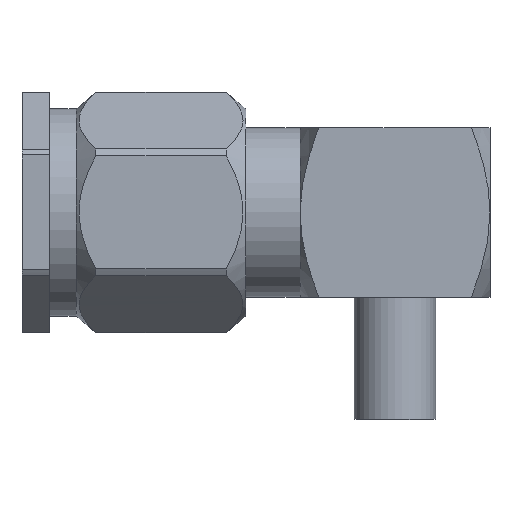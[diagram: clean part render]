
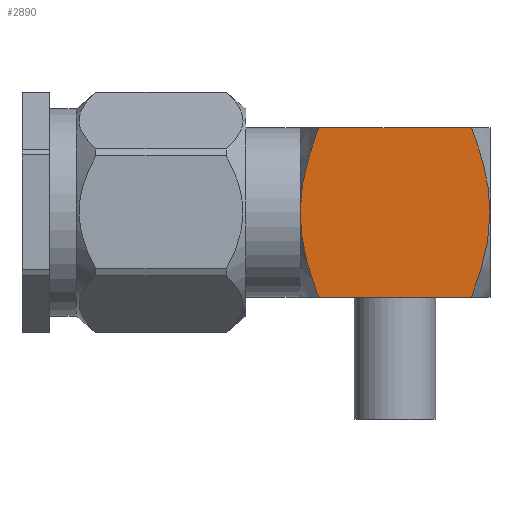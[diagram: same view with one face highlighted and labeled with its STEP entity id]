
A CAD part, top view. The second image highlights one B-rep face of the part: STEP entity #2890.
In plain terms, the highlighted planar face has unit normal (0, 0, 1).
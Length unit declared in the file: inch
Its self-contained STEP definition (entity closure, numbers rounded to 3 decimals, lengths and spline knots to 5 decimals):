
#12 = CARTESIAN_POINT ( 'NONE',  ( -0.14, -0.125, 0.14 ) ) ;
#42 = CARTESIAN_POINT ( 'NONE',  ( 0.14, 0., 0.14 ) ) ;
#268 = B_SPLINE_CURVE_WITH_KNOTS ( 'NONE', 3,
 ( #1435, #1782, #2116, #3085, #1466, #2774 ),
 .UNSPECIFIED., .F., .F.,
 ( 4, 2, 4 ),
 ( 0.00718, 0.00882, 0.01046 ),
 .UNSPECIFIED. ) ;
#303 = EDGE_CURVE ( 'NONE', #616, #1453, #831, .T. ) ;
#378 = CARTESIAN_POINT ( 'NONE',  ( 0.14, -0.01077, 0.14 ) ) ;
#449 = CARTESIAN_POINT ( 'NONE',  ( 0.11247, -0.125, 0.14 ) ) ;
#583 = DIRECTION ( 'NONE',  ( 0., 0., -1. ) ) ;
#616 = VERTEX_POINT ( 'NONE', #1422 ) ;
#624 = VERTEX_POINT ( 'NONE', #449 ) ;
#648 = EDGE_CURVE ( 'NONE', #2561, #2710, #2962, .T. ) ;
#681 = VECTOR ( 'NONE', #2748, 39.37008 ) ;
#707 = CARTESIAN_POINT ( 'NONE',  ( -0.12017, -0.10498, 0.14 ) ) ;
#740 = FACE_OUTER_BOUND ( 'NONE', #2143, .T. ) ;
#831 = B_SPLINE_CURVE_WITH_KNOTS ( 'NONE', 3,
 ( #1016, #707, #2692, #1029, #2065, #3072, #2707, #1727 ),
 .UNSPECIFIED., .F., .F.,
 ( 4, 2, 2, 4 ),
 ( 0.00391, 0.00555, 0.00636, 0.00718 ),
 .UNSPECIFIED. ) ;
#882 = PLANE ( 'NONE',  #2566 ) ;
#945 = VERTEX_POINT ( 'NONE', #3471 ) ;
#1016 = CARTESIAN_POINT ( 'NONE',  ( -0.11247, -0.125, 0.14 ) ) ;
#1029 = CARTESIAN_POINT ( 'NONE',  ( -0.13451, -0.05329, 0.14 ) ) ;
#1054 = CARTESIAN_POINT ( 'NONE',  ( 0.14, 0.02165, 0.14 ) ) ;
#1055 = CARTESIAN_POINT ( 'NONE',  ( 0.12706, -0.08449, 0.14 ) ) ;
#1232 = CARTESIAN_POINT ( 'NONE',  ( 0., 0., 0.14 ) ) ;
#1271 = ORIENTED_EDGE ( 'NONE', *, *, #4064, .F. ) ;
#1388 = CARTESIAN_POINT ( 'NONE',  ( 0.14, 0., 0.14 ) ) ;
#1422 = CARTESIAN_POINT ( 'NONE',  ( -0.11247, -0.125, 0.14 ) ) ;
#1435 = CARTESIAN_POINT ( 'NONE',  ( -0.14, 0., 0.14 ) ) ;
#1442 = EDGE_CURVE ( 'NONE', #2561, #945, #3565, .T. ) ;
#1453 = VERTEX_POINT ( 'NONE', #2061 ) ;
#1466 = CARTESIAN_POINT ( 'NONE',  ( -0.12018, 0.10495, 0.14 ) ) ;
#1695 = CARTESIAN_POINT ( 'NONE',  ( -0.11247, 0.125, 0.14 ) ) ;
#1721 = CARTESIAN_POINT ( 'NONE',  ( 0.11247, 0.125, 0.14 ) ) ;
#1727 = CARTESIAN_POINT ( 'NONE',  ( -0.14, 0., 0.14 ) ) ;
#1782 = CARTESIAN_POINT ( 'NONE',  ( -0.14, 0.02165, 0.14 ) ) ;
#1831 = EDGE_CURVE ( 'NONE', #1453, #2710, #268, .T. ) ;
#1928 = B_SPLINE_CURVE_WITH_KNOTS ( 'NONE', 3,
 ( #42, #378, #2720, #2342, #3067, #1055, #3405, #2021 ),
 .UNSPECIFIED., .F., .F.,
 ( 4, 2, 2, 4 ),
 ( 0.01302, 0.01383, 0.01464, 0.01626 ),
 .UNSPECIFIED. ) ;
#2000 = ORIENTED_EDGE ( 'NONE', *, *, #2951, .T. ) ;
#2021 = CARTESIAN_POINT ( 'NONE',  ( 0.11247, -0.125, 0.14 ) ) ;
#2061 = CARTESIAN_POINT ( 'NONE',  ( -0.14, 0., 0.14 ) ) ;
#2065 = CARTESIAN_POINT ( 'NONE',  ( -0.13652, -0.0428, 0.14 ) ) ;
#2116 = CARTESIAN_POINT ( 'NONE',  ( -0.13702, 0.04279, 0.14 ) ) ;
#2117 = CARTESIAN_POINT ( 'NONE',  ( -0.14, 0.125, 0.14 ) ) ;
#2143 = EDGE_LOOP ( 'NONE', ( #3713, #4240, #3880, #3585, #2000, #1271 ) ) ;
#2342 = CARTESIAN_POINT ( 'NONE',  ( 0.13652, -0.0428, 0.14 ) ) ;
#2561 = VERTEX_POINT ( 'NONE', #2895 ) ;
#2566 = AXIS2_PLACEMENT_3D ( 'NONE', #1232, #583, #2886 ) ;
#2595 = VECTOR ( 'NONE', #3616, 39.37008 ) ;
#2692 = CARTESIAN_POINT ( 'NONE',  ( -0.12706, -0.08449, 0.14 ) ) ;
#2707 = CARTESIAN_POINT ( 'NONE',  ( -0.14, -0.01077, 0.14 ) ) ;
#2710 = VERTEX_POINT ( 'NONE', #1695 ) ;
#2718 = CARTESIAN_POINT ( 'NONE',  ( 0.13702, 0.04279, 0.14 ) ) ;
#2720 = CARTESIAN_POINT ( 'NONE',  ( 0.13926, -0.02158, 0.14 ) ) ;
#2748 = DIRECTION ( 'NONE',  ( -1., 0., 0. ) ) ;
#2774 = CARTESIAN_POINT ( 'NONE',  ( -0.11247, 0.125, 0.14 ) ) ;
#2886 = DIRECTION ( 'NONE',  ( -1., 0., 0. ) ) ;
#2890 = ADVANCED_FACE ( 'NONE', ( #740 ), #882, .F. ) ;
#2895 = CARTESIAN_POINT ( 'NONE',  ( 0.11247, 0.125, 0.14 ) ) ;
#2951 = EDGE_CURVE ( 'NONE', #616, #624, #3508, .T. ) ;
#2962 = LINE ( 'NONE', #2117, #681 ) ;
#3067 = CARTESIAN_POINT ( 'NONE',  ( 0.13451, -0.05329, 0.14 ) ) ;
#3072 = CARTESIAN_POINT ( 'NONE',  ( -0.13926, -0.02158, 0.14 ) ) ;
#3085 = CARTESIAN_POINT ( 'NONE',  ( -0.12709, 0.08439, 0.14 ) ) ;
#3402 = CARTESIAN_POINT ( 'NONE',  ( 0.12709, 0.08439, 0.14 ) ) ;
#3405 = CARTESIAN_POINT ( 'NONE',  ( 0.12017, -0.10498, 0.14 ) ) ;
#3471 = CARTESIAN_POINT ( 'NONE',  ( 0.14, 0., 0.14 ) ) ;
#3508 = LINE ( 'NONE', #12, #2595 ) ;
#3565 = B_SPLINE_CURVE_WITH_KNOTS ( 'NONE', 3,
 ( #1721, #4067, #3402, #2718, #1054, #1388 ),
 .UNSPECIFIED., .F., .F.,
 ( 4, 2, 4 ),
 ( 0.00976, 0.01139, 0.01302 ),
 .UNSPECIFIED. ) ;
#3585 = ORIENTED_EDGE ( 'NONE', *, *, #303, .F. ) ;
#3616 = DIRECTION ( 'NONE',  ( 1., 0., 0. ) ) ;
#3713 = ORIENTED_EDGE ( 'NONE', *, *, #1442, .F. ) ;
#3880 = ORIENTED_EDGE ( 'NONE', *, *, #1831, .F. ) ;
#4064 = EDGE_CURVE ( 'NONE', #945, #624, #1928, .T. ) ;
#4067 = CARTESIAN_POINT ( 'NONE',  ( 0.12018, 0.10495, 0.14 ) ) ;
#4240 = ORIENTED_EDGE ( 'NONE', *, *, #648, .T. ) ;
